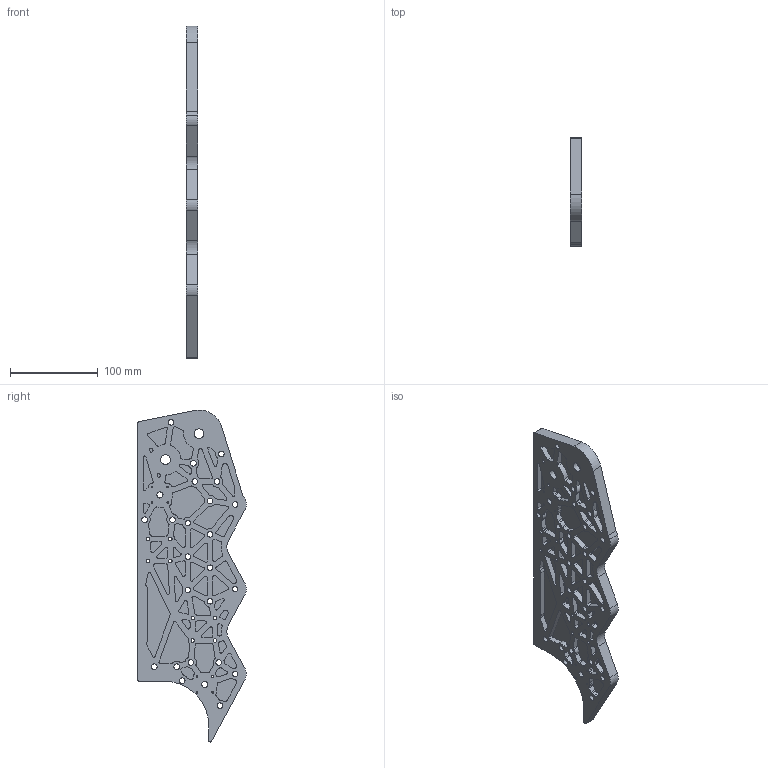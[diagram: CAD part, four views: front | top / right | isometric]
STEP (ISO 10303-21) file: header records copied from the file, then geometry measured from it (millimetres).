
FILE_DESCRIPTION(/* description */ (''),/* implementation_level */ '2;1');
FILE_NAME(/* name */ 'InnerDriveRail - Copy.stp',/* time_stamp */ '2024-06-12T00:41:10-04:00',/* author */ ('seene'),/* organization */ (''),/* preprocessor_version */ 'ST-DEVELOPER v20',/* originating_system */ 'Autodesk Inventor 2025',/* authorisation */ '');
FILE_SCHEMA (('AUTOMOTIVE_DESIGN { 1 0 10303 214 3 1 1 }'));
Length unit declared in the file: inch
Products named in the file (1): OuterDriveRail
Bounding box: 12.7 x 123.83 x 378.14 mm (x, y, z)
Volume: 344382.9 mm3; surface area: 111016.2 mm2
Topology: 1 solids, 1 shells, 593 faces, 1611 edges, 1074 vertices
Faces by surface type: cylinder 361, plane 232
Full cylindrical faces by diameter (mm): 2 x8, 4.039 x8, 6.35 x27, 7 x2, 11.112 x2, 22 x2, 28.575 x2
Entity records: 19228 total; most frequent: DIRECTION 3525, CARTESIAN_POINT 3279, ORIENTED_EDGE 3222, EDGE_CURVE 1611, AXIS2_PLACEMENT_3D 1320, VERTEX_POINT 1074, LINE 885, VECTOR 885
